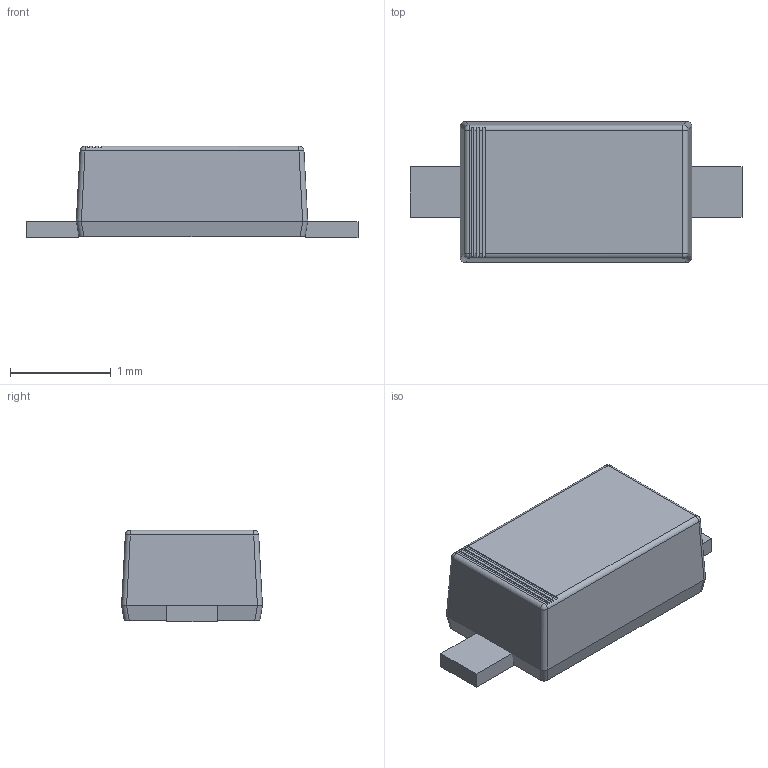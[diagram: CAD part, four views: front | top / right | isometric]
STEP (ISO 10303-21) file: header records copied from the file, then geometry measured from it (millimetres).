
FILE_DESCRIPTION (( 'STEP AP214' ), '1' );
FILE_NAME ('SOD-123FL_L2.6-W1.7-LS3.6-RD.STEP', '2021-07-15T13:47:41', ( '' ), ( '' ), 'SwSTEP 2.0', 'SolidWorks 2020', '' );
FILE_SCHEMA (( 'AUTOMOTIVE_DESIGN' ));
Length unit declared in the file: millimetre
Products named in the file (1): SOD-123FL_L2.6-W1.7-LS3.6-RD
Bounding box: 3.3 x 1.4 x 0.91 mm (x, y, z)
Volume: 2.9 mm3; surface area: 14.1 mm2
Topology: 3 solids, 3 shells, 108 faces, 273 edges, 178 vertices
Faces by surface type: plane 78, bspline 14, cylinder 12, sphere 4
Entity records: 4675 total; most frequent: CARTESIAN_POINT 1042, ORIENTED_EDGE 546, DIRECTION 400, EDGE_CURVE 273, VERTEX_POINT 178, LINE 162, VECTOR 162, AXIS2_PLACEMENT_3D 119
